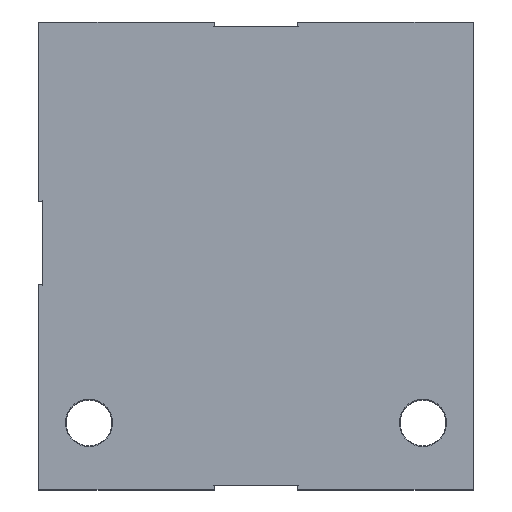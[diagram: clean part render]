
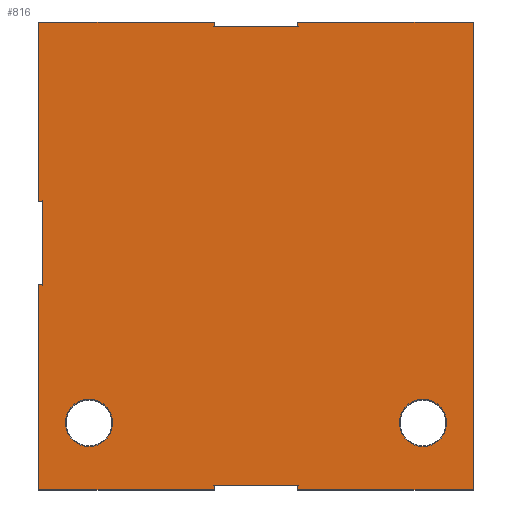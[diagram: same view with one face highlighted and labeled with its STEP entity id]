
A CAD part, top view. The second image highlights one B-rep face of the part: STEP entity #816.
In plain terms, the highlighted planar face has unit normal (0, 0, 1).
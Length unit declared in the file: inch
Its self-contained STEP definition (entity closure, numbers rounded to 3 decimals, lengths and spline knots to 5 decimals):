
#418=CARTESIAN_POINT('',(-1.595,1.5325,0.75));
#419=VERTEX_POINT('',#418);
#427=CARTESIAN_POINT('',(-1.595,2.1575,0.75));
#428=VERTEX_POINT('',#427);
#429=CARTESIAN_POINT('',(-1.595,2.1575,0.75));
#430=DIRECTION('',(0.0,-1.0,0.0));
#431=VECTOR('',#430,0.625);
#432=LINE('',#429,#431);
#433=EDGE_CURVE('',#428,#419,#432,.T.);
#583=CARTESIAN_POINT('',(-1.625,1.5325,0.75));
#584=VERTEX_POINT('',#583);
#592=CARTESIAN_POINT('',(-1.595,1.5325,0.75));
#593=DIRECTION('',(-1.0,0.0,0.0));
#594=VECTOR('',#593,0.03);
#595=LINE('',#592,#594);
#596=EDGE_CURVE('',#419,#584,#595,.T.);
#616=CARTESIAN_POINT('',(-1.625,2.1575,0.75));
#617=VERTEX_POINT('',#616);
#618=CARTESIAN_POINT('',(-1.625,2.1575,0.75));
#619=DIRECTION('',(1.0,0.0,0.0));
#620=VECTOR('',#619,0.03);
#621=LINE('',#618,#620);
#622=EDGE_CURVE('',#617,#428,#621,.T.);
#648=CARTESIAN_POINT('',(-1.625,0.,0.75));
#649=VERTEX_POINT('',#648);
#656=CARTESIAN_POINT('',(-1.625,0.0,0.75));
#657=DIRECTION('',(0.0,1.0,0.0));
#658=VECTOR('',#657,1.5325);
#659=LINE('',#656,#658);
#660=EDGE_CURVE('',#649,#584,#659,.T.);
#671=CARTESIAN_POINT('',(-1.625,3.5,0.75));
#672=VERTEX_POINT('',#671);
#673=CARTESIAN_POINT('',(-1.625,2.1575,0.75));
#674=DIRECTION('',(0.0,1.0,0.0));
#675=VECTOR('',#674,1.3425);
#676=LINE('',#673,#675);
#677=EDGE_CURVE('',#617,#672,#676,.T.);
#696=CARTESIAN_POINT('',(0.0,1.75,0.75));
#697=DIRECTION('',(0.0,0.0,1.0));
#698=DIRECTION('',(1.0,0.0,0.0));
#699=AXIS2_PLACEMENT_3D('',#696,#697,#698);
#700=PLANE('',#699);
#701=ORIENTED_EDGE('',*,*,#622,.T.);
#702=ORIENTED_EDGE('',*,*,#433,.T.);
#703=ORIENTED_EDGE('',*,*,#596,.T.);
#704=ORIENTED_EDGE('',*,*,#660,.F.);
#705=CARTESIAN_POINT('',(-0.3125,0.0,0.75));
#706=VERTEX_POINT('',#705);
#707=CARTESIAN_POINT('',(-0.3125,0.,0.75));
#708=DIRECTION('',(-1.0,0.0,0.0));
#709=VECTOR('',#708,1.3125);
#710=LINE('',#707,#709);
#711=EDGE_CURVE('',#706,#649,#710,.T.);
#712=ORIENTED_EDGE('',*,*,#711,.F.);
#713=CARTESIAN_POINT('',(-0.3125,0.03,0.75));
#714=VERTEX_POINT('',#713);
#715=CARTESIAN_POINT('',(-0.3125,0.0,0.75));
#716=DIRECTION('',(0.0,1.0,0.0));
#717=VECTOR('',#716,0.03);
#718=LINE('',#715,#717);
#719=EDGE_CURVE('',#706,#714,#718,.T.);
#720=ORIENTED_EDGE('',*,*,#719,.T.);
#721=CARTESIAN_POINT('',(0.3125,0.03,0.75));
#722=VERTEX_POINT('',#721);
#723=CARTESIAN_POINT('',(-0.3125,0.03,0.75));
#724=DIRECTION('',(1.0,0.0,0.0));
#725=VECTOR('',#724,0.625);
#726=LINE('',#723,#725);
#727=EDGE_CURVE('',#714,#722,#726,.T.);
#728=ORIENTED_EDGE('',*,*,#727,.T.);
#729=CARTESIAN_POINT('',(0.3125,0.0,0.75));
#730=VERTEX_POINT('',#729);
#731=CARTESIAN_POINT('',(0.3125,0.03,0.75));
#732=DIRECTION('',(0.0,-1.0,0.0));
#733=VECTOR('',#732,0.03);
#734=LINE('',#731,#733);
#735=EDGE_CURVE('',#722,#730,#734,.T.);
#736=ORIENTED_EDGE('',*,*,#735,.T.);
#737=CARTESIAN_POINT('',(1.625,0.,0.75));
#738=VERTEX_POINT('',#737);
#739=CARTESIAN_POINT('',(1.625,0.,0.75));
#740=DIRECTION('',(-1.0,0.0,0.0));
#741=VECTOR('',#740,1.3125);
#742=LINE('',#739,#741);
#743=EDGE_CURVE('',#738,#730,#742,.T.);
#744=ORIENTED_EDGE('',*,*,#743,.F.);
#745=CARTESIAN_POINT('',(1.625,3.5,0.75));
#746=VERTEX_POINT('',#745);
#747=CARTESIAN_POINT('',(1.625,3.5,0.75));
#748=DIRECTION('',(0.0,-1.0,0.0));
#749=VECTOR('',#748,3.5);
#750=LINE('',#747,#749);
#751=EDGE_CURVE('',#746,#738,#750,.T.);
#752=ORIENTED_EDGE('',*,*,#751,.F.);
#753=CARTESIAN_POINT('',(0.3125,3.5,0.75));
#754=VERTEX_POINT('',#753);
#755=CARTESIAN_POINT('',(0.3125,3.5,0.75));
#756=DIRECTION('',(1.0,0.0,0.0));
#757=VECTOR('',#756,1.3125);
#758=LINE('',#755,#757);
#759=EDGE_CURVE('',#754,#746,#758,.T.);
#760=ORIENTED_EDGE('',*,*,#759,.F.);
#761=CARTESIAN_POINT('',(0.3125,3.47,0.75));
#762=VERTEX_POINT('',#761);
#763=CARTESIAN_POINT('',(0.3125,3.5,0.75));
#764=DIRECTION('',(0.0,-1.0,0.0));
#765=VECTOR('',#764,0.03);
#766=LINE('',#763,#765);
#767=EDGE_CURVE('',#754,#762,#766,.T.);
#768=ORIENTED_EDGE('',*,*,#767,.T.);
#769=CARTESIAN_POINT('',(-0.3125,3.47,0.75));
#770=VERTEX_POINT('',#769);
#771=CARTESIAN_POINT('',(0.3125,3.47,0.75));
#772=DIRECTION('',(-1.0,0.0,0.0));
#773=VECTOR('',#772,0.625);
#774=LINE('',#771,#773);
#775=EDGE_CURVE('',#762,#770,#774,.T.);
#776=ORIENTED_EDGE('',*,*,#775,.T.);
#777=CARTESIAN_POINT('',(-0.3125,3.5,0.75));
#778=VERTEX_POINT('',#777);
#779=CARTESIAN_POINT('',(-0.3125,3.47,0.75));
#780=DIRECTION('',(0.0,1.0,0.0));
#781=VECTOR('',#780,0.03);
#782=LINE('',#779,#781);
#783=EDGE_CURVE('',#770,#778,#782,.T.);
#784=ORIENTED_EDGE('',*,*,#783,.T.);
#785=CARTESIAN_POINT('',(-1.625,3.5,0.75));
#786=DIRECTION('',(1.0,0.0,0.0));
#787=VECTOR('',#786,1.3125);
#788=LINE('',#785,#787);
#789=EDGE_CURVE('',#672,#778,#788,.T.);
#790=ORIENTED_EDGE('',*,*,#789,.F.);
#791=ORIENTED_EDGE('',*,*,#677,.F.);
#792=EDGE_LOOP('',(#701,#702,#703,#704,#712,#720,#728,#736,#744,#752,#760,#768,#776,#784,#790,#791));
#793=FACE_OUTER_BOUND('',#792,.T.);
#794=CARTESIAN_POINT('',(-1.073,0.5,0.75));
#795=VERTEX_POINT('',#794);
#796=CARTESIAN_POINT('',(-1.25,0.5,0.75));
#797=DIRECTION('',(0.0,0.0,1.0));
#798=DIRECTION('',(-1.0,0.0,0.0));
#799=AXIS2_PLACEMENT_3D('',#796,#797,#798);
#800=CIRCLE('',#799,0.177);
#801=EDGE_CURVE('',#795,#795,#800,.T.);
#802=ORIENTED_EDGE('',*,*,#801,.F.);
#803=EDGE_LOOP('',(#802));
#804=FACE_BOUND('',#803,.T.);
#805=CARTESIAN_POINT('',(1.427,0.5,0.75));
#806=VERTEX_POINT('',#805);
#807=CARTESIAN_POINT('',(1.25,0.5,0.75));
#808=DIRECTION('',(0.0,0.0,1.0));
#809=DIRECTION('',(-1.0,0.0,0.0));
#810=AXIS2_PLACEMENT_3D('',#807,#808,#809);
#811=CIRCLE('',#810,0.177);
#812=EDGE_CURVE('',#806,#806,#811,.T.);
#813=ORIENTED_EDGE('',*,*,#812,.F.);
#814=EDGE_LOOP('',(#813));
#815=FACE_BOUND('',#814,.T.);
#816=ADVANCED_FACE('',(#793,#804,#815),#700,.T.);
